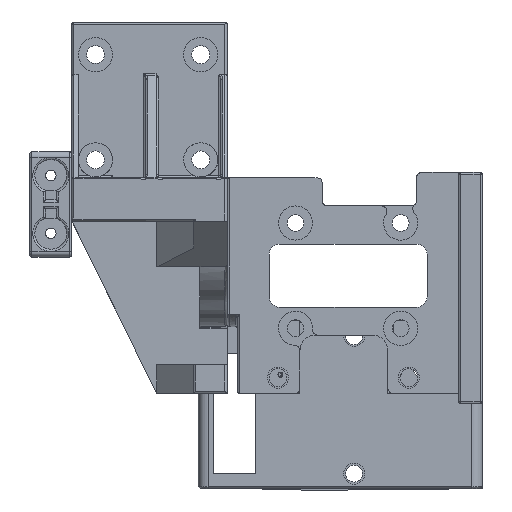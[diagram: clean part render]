
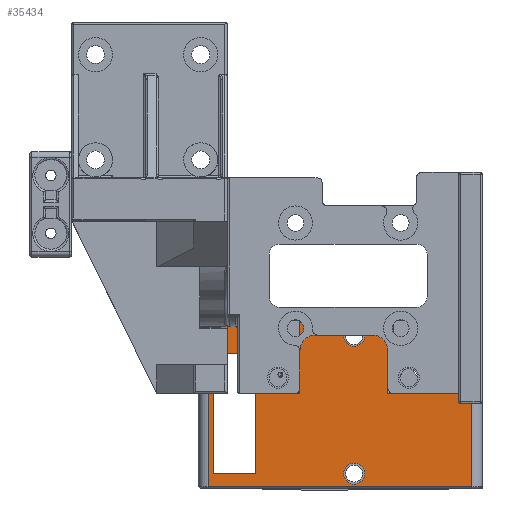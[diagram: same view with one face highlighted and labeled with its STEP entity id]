
A CAD part, front view. The second image highlights one B-rep face of the part: STEP entity #35434.
In plain terms, the highlighted planar face has unit normal (0, -1, 0).
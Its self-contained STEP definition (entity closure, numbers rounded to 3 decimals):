
#1438=FACE_BOUND('',#5979,.T.);
#1439=FACE_BOUND('',#5980,.T.);
#1440=FACE_BOUND('',#5981,.T.);
#1916=CIRCLE('',#37875,2.);
#1917=CIRCLE('',#37876,2.);
#3831=FACE_OUTER_BOUND('',#5978,.T.);
#5978=EDGE_LOOP('',(#31084,#31085,#31086,#31087,#31088,#31089,#31090,#31091));
#5979=EDGE_LOOP('',(#31092,#31093,#31094,#31095,#31096,#31097,#31098,#31099));
#5980=EDGE_LOOP('',(#31100));
#5981=EDGE_LOOP('',(#31101));
#9892=LINE('',#59543,#13846);
#9896=LINE('',#59554,#13850);
#9932=LINE('',#59661,#13886);
#9939=LINE('',#59684,#13893);
#9940=LINE('',#59687,#13894);
#9941=LINE('',#59689,#13895);
#9942=LINE('',#59691,#13896);
#9943=LINE('',#59692,#13897);
#9944=LINE('',#59695,#13898);
#9945=LINE('',#59697,#13899);
#9946=LINE('',#59699,#13900);
#9947=LINE('',#59701,#13901);
#9948=LINE('',#59703,#13902);
#9949=LINE('',#59705,#13903);
#9950=LINE('',#59707,#13904);
#9951=LINE('',#59708,#13905);
#13846=VECTOR('',#46045,10.);
#13850=VECTOR('',#46055,10.);
#13886=VECTOR('',#46147,10.);
#13893=VECTOR('',#46182,10.);
#13894=VECTOR('',#46185,10.);
#13895=VECTOR('',#46186,10.);
#13896=VECTOR('',#46187,10.);
#13897=VECTOR('',#46188,10.);
#13898=VECTOR('',#46189,10.);
#13899=VECTOR('',#46190,10.);
#13900=VECTOR('',#46191,10.);
#13901=VECTOR('',#46192,10.);
#13902=VECTOR('',#46193,10.);
#13903=VECTOR('',#46194,10.);
#13904=VECTOR('',#46195,10.);
#13905=VECTOR('',#46196,10.);
#17001=VERTEX_POINT('',#59524);
#17003=VERTEX_POINT('',#59539);
#17007=VERTEX_POINT('',#59553);
#17049=VERTEX_POINT('',#59655);
#17050=VERTEX_POINT('',#59659);
#17053=VERTEX_POINT('',#59686);
#17054=VERTEX_POINT('',#59688);
#17055=VERTEX_POINT('',#59690);
#17056=VERTEX_POINT('',#59693);
#17057=VERTEX_POINT('',#59694);
#17058=VERTEX_POINT('',#59696);
#17059=VERTEX_POINT('',#59698);
#17060=VERTEX_POINT('',#59700);
#17061=VERTEX_POINT('',#59702);
#17062=VERTEX_POINT('',#59704);
#17063=VERTEX_POINT('',#59706);
#17064=VERTEX_POINT('',#59709);
#17065=VERTEX_POINT('',#59711);
#21718=EDGE_CURVE('',#17003,#17001,#9892,.T.);
#21723=EDGE_CURVE('',#17007,#17001,#9896,.T.);
#21779=EDGE_CURVE('',#17050,#17049,#9932,.T.);
#21791=EDGE_CURVE('',#17049,#17003,#9939,.T.);
#21792=EDGE_CURVE('',#17053,#17050,#9940,.T.);
#21793=EDGE_CURVE('',#17054,#17053,#9941,.T.);
#21794=EDGE_CURVE('',#17055,#17054,#9942,.T.);
#21795=EDGE_CURVE('',#17007,#17055,#9943,.T.);
#21796=EDGE_CURVE('',#17056,#17057,#9944,.T.);
#21797=EDGE_CURVE('',#17057,#17058,#9945,.T.);
#21798=EDGE_CURVE('',#17058,#17059,#9946,.T.);
#21799=EDGE_CURVE('',#17059,#17060,#9947,.T.);
#21800=EDGE_CURVE('',#17060,#17061,#9948,.T.);
#21801=EDGE_CURVE('',#17061,#17062,#9949,.T.);
#21802=EDGE_CURVE('',#17062,#17063,#9950,.T.);
#21803=EDGE_CURVE('',#17063,#17056,#9951,.T.);
#21804=EDGE_CURVE('',#17064,#17064,#1916,.T.);
#21805=EDGE_CURVE('',#17065,#17065,#1917,.T.);
#31084=ORIENTED_EDGE('',*,*,#21718,.F.);
#31085=ORIENTED_EDGE('',*,*,#21791,.F.);
#31086=ORIENTED_EDGE('',*,*,#21779,.F.);
#31087=ORIENTED_EDGE('',*,*,#21792,.F.);
#31088=ORIENTED_EDGE('',*,*,#21793,.F.);
#31089=ORIENTED_EDGE('',*,*,#21794,.F.);
#31090=ORIENTED_EDGE('',*,*,#21795,.F.);
#31091=ORIENTED_EDGE('',*,*,#21723,.T.);
#31092=ORIENTED_EDGE('',*,*,#21796,.T.);
#31093=ORIENTED_EDGE('',*,*,#21797,.T.);
#31094=ORIENTED_EDGE('',*,*,#21798,.T.);
#31095=ORIENTED_EDGE('',*,*,#21799,.T.);
#31096=ORIENTED_EDGE('',*,*,#21800,.T.);
#31097=ORIENTED_EDGE('',*,*,#21801,.T.);
#31098=ORIENTED_EDGE('',*,*,#21802,.T.);
#31099=ORIENTED_EDGE('',*,*,#21803,.T.);
#31100=ORIENTED_EDGE('',*,*,#21804,.T.);
#31101=ORIENTED_EDGE('',*,*,#21805,.T.);
#33678=PLANE('',#37874);
#35434=ADVANCED_FACE('',(#3831,#1438,#1439,#1440),#33678,.T.);
#37874=AXIS2_PLACEMENT_3D('',#59685,#46183,#46184);
#37875=AXIS2_PLACEMENT_3D('',#59710,#46197,#46198);
#37876=AXIS2_PLACEMENT_3D('',#59712,#46199,#46200);
#46045=DIRECTION('',(1.,0.,0.));
#46055=DIRECTION('',(0.,0.,1.));
#46147=DIRECTION('',(-1.,0.,0.));
#46182=DIRECTION('',(0.,0.,1.));
#46183=DIRECTION('center_axis',(0.,-1.,0.));
#46184=DIRECTION('ref_axis',(0.,0.,-1.));
#46185=DIRECTION('',(0.,0.,-1.));
#46186=DIRECTION('',(1.,0.,0.));
#46187=DIRECTION('',(0.,0.,-1.));
#46188=DIRECTION('',(-1.,0.,0.));
#46189=DIRECTION('',(1.,0.,0.));
#46190=DIRECTION('',(0.,0.,-1.));
#46191=DIRECTION('',(-1.,0.,0.));
#46192=DIRECTION('',(0.,0.,-1.));
#46193=DIRECTION('',(-1.,0.,0.));
#46194=DIRECTION('',(0.,0.,1.));
#46195=DIRECTION('',(1.,0.,0.));
#46196=DIRECTION('',(0.,0.,-1.));
#46197=DIRECTION('center_axis',(0.,1.,0.));
#46198=DIRECTION('ref_axis',(0.,0.,1.));
#46199=DIRECTION('center_axis',(0.,1.,0.));
#46200=DIRECTION('ref_axis',(0.,0.,1.));
#59524=CARTESIAN_POINT('',(63.471,36.854,-90.944));
#59539=CARTESIAN_POINT('',(11.471,36.854,-90.944));
#59543=CARTESIAN_POINT('',(49.971,36.854,-90.944));
#59553=CARTESIAN_POINT('',(63.471,36.854,-98.4));
#59554=CARTESIAN_POINT('',(63.471,36.854,-90.544));
#59655=CARTESIAN_POINT('',(11.471,36.854,-122.144));
#59659=CARTESIAN_POINT('',(61.471,36.854,-122.144));
#59661=CARTESIAN_POINT('',(22.971,36.854,-122.144));
#59684=CARTESIAN_POINT('',(11.471,36.854,-98.544));
#59685=CARTESIAN_POINT('Origin',(36.471,36.854,-106.544));
#59686=CARTESIAN_POINT('',(61.471,36.854,-104.391));
#59687=CARTESIAN_POINT('',(61.471,36.854,-105.468));
#59688=CARTESIAN_POINT('',(45.521,36.854,-104.391));
#59689=CARTESIAN_POINT('',(40.996,36.854,-104.391));
#59690=CARTESIAN_POINT('',(45.521,36.854,-98.4));
#59691=CARTESIAN_POINT('',(45.521,36.854,-102.472));
#59692=CARTESIAN_POINT('',(49.971,36.854,-98.4));
#59693=CARTESIAN_POINT('',(20.471,36.854,-98.4));
#59694=CARTESIAN_POINT('',(28.821,36.854,-98.4));
#59695=CARTESIAN_POINT('',(32.646,36.854,-98.4));
#59696=CARTESIAN_POINT('',(28.821,36.854,-104.391));
#59697=CARTESIAN_POINT('',(28.821,36.854,-105.468));
#59698=CARTESIAN_POINT('',(20.471,36.854,-104.391));
#59699=CARTESIAN_POINT('',(28.471,36.854,-104.391));
#59700=CARTESIAN_POINT('',(20.471,36.854,-119.544));
#59701=CARTESIAN_POINT('',(20.471,36.854,-119.544));
#59702=CARTESIAN_POINT('',(12.471,36.854,-119.544));
#59703=CARTESIAN_POINT('',(12.471,36.854,-119.544));
#59704=CARTESIAN_POINT('',(12.471,36.854,-96.894));
#59705=CARTESIAN_POINT('',(12.471,36.854,-96.894));
#59706=CARTESIAN_POINT('',(20.471,36.854,-96.894));
#59707=CARTESIAN_POINT('',(20.471,36.854,-96.894));
#59708=CARTESIAN_POINT('',(20.471,36.854,-119.544));
#59709=CARTESIAN_POINT('',(37.121,36.854,-93.444));
#59710=CARTESIAN_POINT('Origin',(39.121,36.854,-93.444));
#59711=CARTESIAN_POINT('',(37.121,36.854,-119.644));
#59712=CARTESIAN_POINT('Origin',(39.121,36.854,-119.644));
